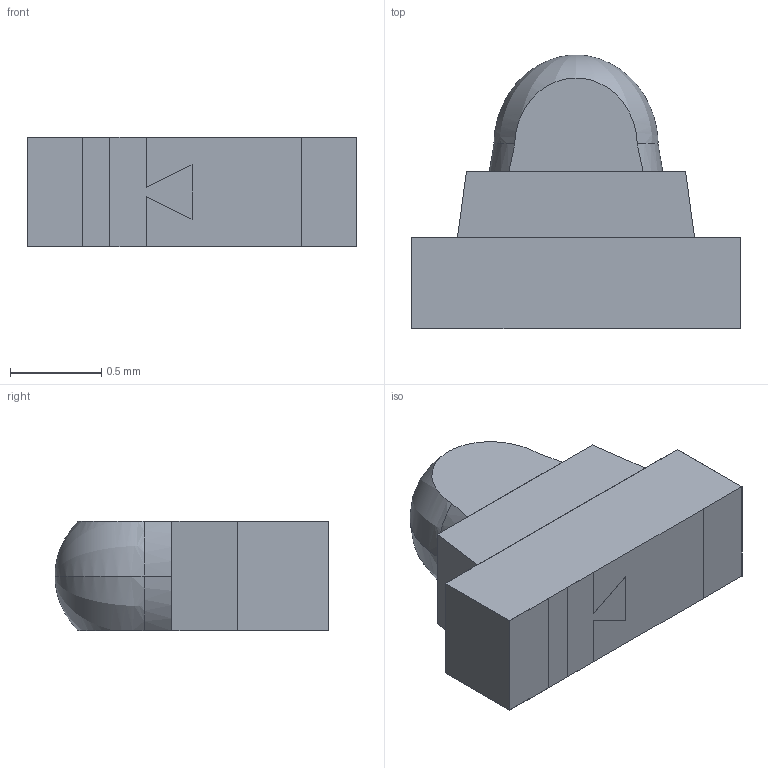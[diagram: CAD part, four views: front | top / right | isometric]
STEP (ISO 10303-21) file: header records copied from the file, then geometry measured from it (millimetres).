
FILE_DESCRIPTION(('FreeCAD Model'),'2;1');
FILE_NAME('APDA1815_cp.step','2018-10-18T14:17:32',( 'kicad StepUp'),('ksu MCAD'),'Open CASCADE STEP processor 7.3', 'FreeCAD','Unknown');
FILE_SCHEMA(('AUTOMOTIVE_DESIGN { 1 0 10303 214 1 1 1 1 }'));
Length unit declared in the file: millimetre
Products named in the file (1): APDA1815_cp
Bounding box: 1.8 x 1.5 x 0.6 mm (x, y, z)
Volume: 1.1 mm3; surface area: 12.4 mm2
Topology: 9 solids, 9 shells, 107 faces, 260 edges, 172 vertices
Faces by surface type: plane 102, cone 3, bspline 2
Entity records: 4982 total; most frequent: CARTESIAN_POINT 1740, ORIENTED_EDGE 516, DIRECTION 469, EDGE_CURVE 258, LINE 243, VECTOR 243, VERTEX_POINT 172, AXIS2_PLACEMENT_3D 113
